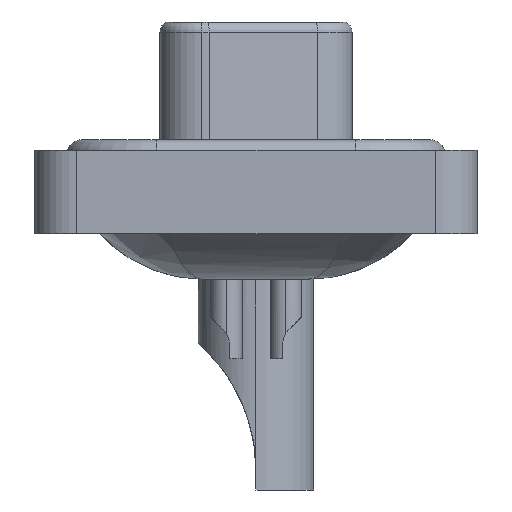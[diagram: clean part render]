
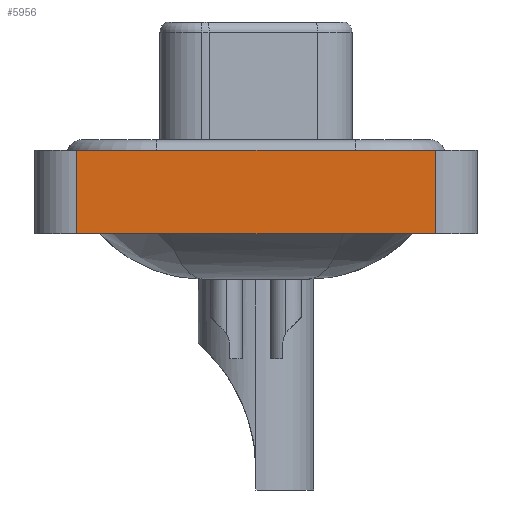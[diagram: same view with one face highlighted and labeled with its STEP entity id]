
A CAD part, left-side view. The second image highlights one B-rep face of the part: STEP entity #5956.
In plain terms, the highlighted planar face has unit normal (-1, 0, 0).
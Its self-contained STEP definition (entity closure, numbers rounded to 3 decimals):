
#796 = DIRECTION ( 'NONE',  ( 0., 0., 1. ) ) ;
#2139 = PLANE ( 'NONE',  #10375 ) ;
#2176 = DIRECTION ( 'NONE',  ( 0., -1., 0. ) ) ;
#2485 = CARTESIAN_POINT ( 'NONE',  ( -7.25, -8.55, 0.4 ) ) ;
#2736 = DIRECTION ( 'NONE',  ( 0., -1., 0. ) ) ;
#2829 = CARTESIAN_POINT ( 'NONE',  ( -7.25, -8.55, -3.6 ) ) ;
#3376 = CARTESIAN_POINT ( 'NONE',  ( -7.25, -8.55, 0.4 ) ) ;
#3428 = CARTESIAN_POINT ( 'NONE',  ( -7.25, -8.55, -3.6 ) ) ;
#3949 = EDGE_LOOP ( 'NONE', ( #5466, #11707, #9248, #9098 ) ) ;
#4255 = CARTESIAN_POINT ( 'NONE',  ( -7.25, -8.55, -3.6 ) ) ;
#5466 = ORIENTED_EDGE ( 'NONE', *, *, #10813, .T. ) ;
#5558 = EDGE_CURVE ( 'NONE', #13644, #8603, #17209, .T. ) ;
#5568 = LINE ( 'NONE', #2829, #8025 ) ;
#5806 = EDGE_CURVE ( 'NONE', #10716, #15053, #5568, .T. ) ;
#5956 = ADVANCED_FACE ( 'NONE', ( #14691 ), #2139, .T. ) ;
#6640 = CARTESIAN_POINT ( 'NONE',  ( -7.25, 8.55, -3.6 ) ) ;
#8025 = VECTOR ( 'NONE', #2736, 1000. ) ;
#8603 = VERTEX_POINT ( 'NONE', #2485 ) ;
#9098 = ORIENTED_EDGE ( 'NONE', *, *, #5806, .T. ) ;
#9154 = CARTESIAN_POINT ( 'NONE',  ( -7.25, 8.55, -3.6 ) ) ;
#9248 = ORIENTED_EDGE ( 'NONE', *, *, #16123, .F. ) ;
#9937 = LINE ( 'NONE', #4255, #10674 ) ;
#10375 = AXIS2_PLACEMENT_3D ( 'NONE', #14883, #16721, #13791 ) ;
#10674 = VECTOR ( 'NONE', #15523, 1000. ) ;
#10716 = VERTEX_POINT ( 'NONE', #6640 ) ;
#10813 = EDGE_CURVE ( 'NONE', #15053, #8603, #9937, .T. ) ;
#11707 = ORIENTED_EDGE ( 'NONE', *, *, #5558, .F. ) ;
#11747 = VECTOR ( 'NONE', #796, 1000. ) ;
#12009 = CARTESIAN_POINT ( 'NONE',  ( -7.25, 8.55, 0.4 ) ) ;
#13644 = VERTEX_POINT ( 'NONE', #12009 ) ;
#13749 = LINE ( 'NONE', #9154, #11747 ) ;
#13791 = DIRECTION ( 'NONE',  ( 0., 0., 1. ) ) ;
#14691 = FACE_OUTER_BOUND ( 'NONE', #3949, .T. ) ;
#14883 = CARTESIAN_POINT ( 'NONE',  ( -7.25, -8.55, -3.6 ) ) ;
#15053 = VERTEX_POINT ( 'NONE', #3428 ) ;
#15348 = VECTOR ( 'NONE', #2176, 1000. ) ;
#15523 = DIRECTION ( 'NONE',  ( 0., 0., 1. ) ) ;
#16123 = EDGE_CURVE ( 'NONE', #10716, #13644, #13749, .T. ) ;
#16721 = DIRECTION ( 'NONE',  ( -1., 0., 0. ) ) ;
#17209 = LINE ( 'NONE', #3376, #15348 ) ;
